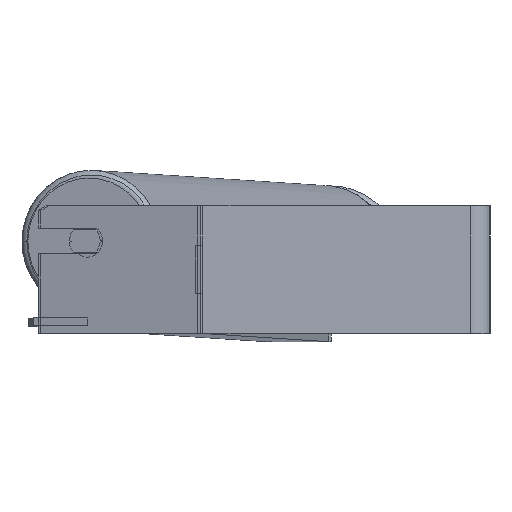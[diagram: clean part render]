
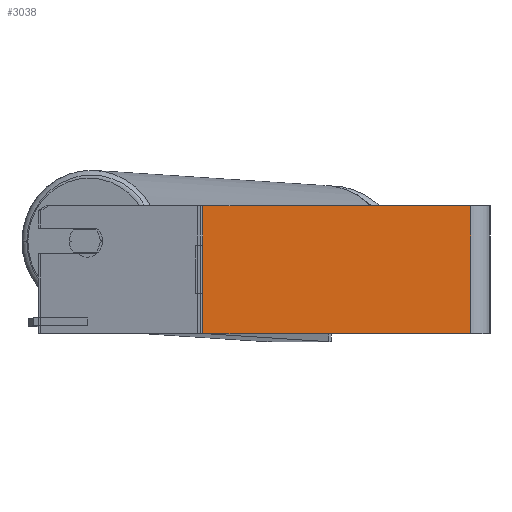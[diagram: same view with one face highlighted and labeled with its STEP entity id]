
A CAD part, left-side view. The second image highlights one B-rep face of the part: STEP entity #3038.
In plain terms, the highlighted planar face has unit normal (-1, 0, 0).
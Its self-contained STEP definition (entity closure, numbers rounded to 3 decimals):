
#5 = FACE_OUTER_BOUND ( 'NONE', #5704, .T. ) ;
#144 = DIRECTION ( 'NONE',  ( 1., 0., 0. ) ) ;
#414 = VECTOR ( 'NONE', #8597, 1000. ) ;
#622 = EDGE_CURVE ( 'NONE', #2431, #8357, #2832, .T. ) ;
#653 = CARTESIAN_POINT ( 'NONE',  ( -900., 179.689, 40. ) ) ;
#862 = DIRECTION ( 'NONE',  ( 0., 0., -1. ) ) ;
#1128 = CARTESIAN_POINT ( 'NONE',  ( -900., 179.689, -40. ) ) ;
#1677 = CARTESIAN_POINT ( 'NONE',  ( -900., 12., -40. ) ) ;
#1905 = ORIENTED_EDGE ( 'NONE', *, *, #7199, .F. ) ;
#1993 = ORIENTED_EDGE ( 'NONE', *, *, #7582, .T. ) ;
#2120 = VECTOR ( 'NONE', #2998, 1000. ) ;
#2324 = CARTESIAN_POINT ( 'NONE',  ( -900., 181.269, 40. ) ) ;
#2431 = VERTEX_POINT ( 'NONE', #7119 ) ;
#2832 = LINE ( 'NONE', #5693, #414 ) ;
#2892 = VECTOR ( 'NONE', #4576, 1000. ) ;
#2905 = PLANE ( 'NONE',  #7565 ) ;
#2998 = DIRECTION ( 'NONE',  ( 0., -1., 0. ) ) ;
#3038 = ADVANCED_FACE ( 'NONE', ( #5 ), #2905, .F. ) ;
#4013 = LINE ( 'NONE', #6889, #8013 ) ;
#4485 = VERTEX_POINT ( 'NONE', #653 ) ;
#4576 = DIRECTION ( 'NONE',  ( 0., -1., 0. ) ) ;
#5117 = CARTESIAN_POINT ( 'NONE',  ( -900., 181.269, 40. ) ) ;
#5693 = CARTESIAN_POINT ( 'NONE',  ( -900., 12., 40. ) ) ;
#5704 = EDGE_LOOP ( 'NONE', ( #1993, #7224, #1905, #7166 ) ) ;
#5785 = LINE ( 'NONE', #2324, #2892 ) ;
#6889 = CARTESIAN_POINT ( 'NONE',  ( -900., 179.689, 40. ) ) ;
#7119 = CARTESIAN_POINT ( 'NONE',  ( -900., 12., 40. ) ) ;
#7166 = ORIENTED_EDGE ( 'NONE', *, *, #7930, .T. ) ;
#7199 = EDGE_CURVE ( 'NONE', #4485, #2431, #5785, .T. ) ;
#7224 = ORIENTED_EDGE ( 'NONE', *, *, #622, .F. ) ;
#7565 = AXIS2_PLACEMENT_3D ( 'NONE', #5117, #144, #862 ) ;
#7582 = EDGE_CURVE ( 'NONE', #9196, #8357, #7957, .T. ) ;
#7930 = EDGE_CURVE ( 'NONE', #4485, #9196, #4013, .T. ) ;
#7957 = LINE ( 'NONE', #8683, #2120 ) ;
#8013 = VECTOR ( 'NONE', #8322, 1000. ) ;
#8322 = DIRECTION ( 'NONE',  ( 0., 0., -1. ) ) ;
#8357 = VERTEX_POINT ( 'NONE', #1677 ) ;
#8597 = DIRECTION ( 'NONE',  ( 0., 0., -1. ) ) ;
#8683 = CARTESIAN_POINT ( 'NONE',  ( -900., 181.269, -40. ) ) ;
#9196 = VERTEX_POINT ( 'NONE', #1128 ) ;
